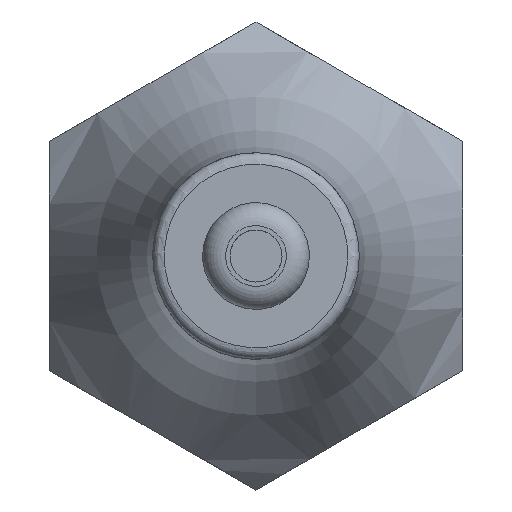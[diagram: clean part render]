
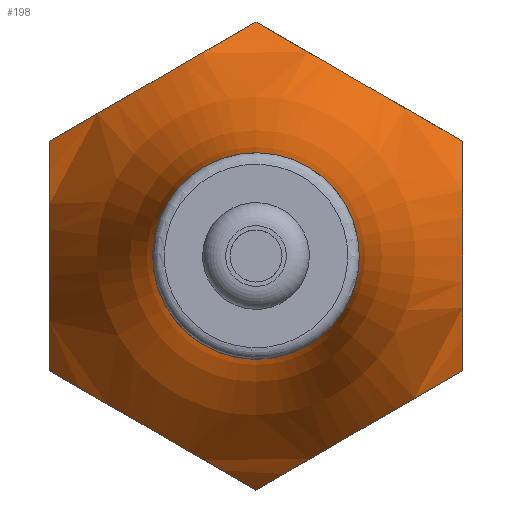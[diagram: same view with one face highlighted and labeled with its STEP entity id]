
A CAD part, front view. The second image highlights one B-rep face of the part: STEP entity #198.
In plain terms, the highlighted toroidal (fillet/blend) face has major radius 54 mm and minor radius 45 mm.
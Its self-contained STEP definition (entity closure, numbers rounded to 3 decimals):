
#198 = ADVANCED_FACE( '', ( #457, #458 ), #459, .F. );
#457 = FACE_OUTER_BOUND( '', #929, .T. );
#458 = FACE_OUTER_BOUND( '', #930, .T. );
#459 = TOROIDAL_SURFACE( '', #931, 54., 45. );
#929 = EDGE_LOOP( '', ( #1537 ) );
#930 = EDGE_LOOP( '', ( #1538, #1539, #1540, #1541, #1542, #1543, #1544, #1545 ) );
#931 = AXIS2_PLACEMENT_3D( '', #1546, #1547, #1548 );
#1537 = ORIENTED_EDGE( '', *, *, #1828, .T. );
#1538 = ORIENTED_EDGE( '', *, *, #1852, .F. );
#1539 = ORIENTED_EDGE( '', *, *, #1856, .F. );
#1540 = ORIENTED_EDGE( '', *, *, #1913, .F. );
#1541 = ORIENTED_EDGE( '', *, *, #1803, .F. );
#1542 = ORIENTED_EDGE( '', *, *, #1884, .F. );
#1543 = ORIENTED_EDGE( '', *, *, #1883, .F. );
#1544 = ORIENTED_EDGE( '', *, *, #1840, .F. );
#1545 = ORIENTED_EDGE( '', *, *, #1914, .F. );
#1546 = CARTESIAN_POINT( '', ( 0., 3., 0. ) );
#1547 = DIRECTION( '', ( 0., 1., 0. ) );
#1548 = DIRECTION( '', ( 1., 0., 0. ) );
#1803 = EDGE_CURVE( '', #2027, #2022, #2029, .T. );
#1828 = EDGE_CURVE( '', #2068, #2068, #2069, .T. );
#1840 = EDGE_CURVE( '', #2087, #2082, #2089, .T. );
#1852 = EDGE_CURVE( '', #2107, #2108, #2109, .T. );
#1856 = EDGE_CURVE( '', #2114, #2107, #2116, .T. );
#1883 = EDGE_CURVE( '', #2082, #2155, #2156, .T. );
#1884 = EDGE_CURVE( '', #2155, #2027, #2157, .T. );
#1913 = EDGE_CURVE( '', #2022, #2114, #2195, .T. );
#1914 = EDGE_CURVE( '', #2108, #2087, #2196, .T. );
#2022 = VERTEX_POINT( '', #2474 );
#2027 = VERTEX_POINT( '', #2497 );
#2029 = B_SPLINE_CURVE_WITH_KNOTS( '', 2, ( #2500, #2501, #2502, #2503, #2504, #2505, #2506, #2507, #2508 ), .UNSPECIFIED., .F., .F., ( 3, 2, 2, 2, 3 ), ( 0., 0.25, 0.5, 0.75, 1. ), .UNSPECIFIED. );
#2068 = VERTEX_POINT( '', #2630 );
#2069 = CIRCLE( '', #2631, 9. );
#2082 = VERTEX_POINT( '', #2658 );
#2087 = VERTEX_POINT( '', #2681 );
#2089 = B_SPLINE_CURVE_WITH_KNOTS( '', 2, ( #2684, #2685, #2686, #2687, #2688, #2689, #2690, #2691, #2692 ), .UNSPECIFIED., .F., .F., ( 3, 2, 2, 2, 3 ), ( 0., 0.25, 0.5, 0.75, 1. ), .UNSPECIFIED. );
#2107 = VERTEX_POINT( '', #2710 );
#2108 = VERTEX_POINT( '', #2711 );
#2109 = B_SPLINE_CURVE_WITH_KNOTS( '', 2, ( #2712, #2713, #2714, #2715, #2716, #2717, #2718, #2719, #2720 ), .UNSPECIFIED., .F., .F., ( 3, 2, 2, 2, 3 ), ( 0., 0.25, 0.5, 0.7, 1. ), .UNSPECIFIED. );
#2114 = VERTEX_POINT( '', #2743 );
#2116 = B_SPLINE_CURVE_WITH_KNOTS( '', 2, ( #2746, #2747, #2748, #2749, #2750, #2751, #2752, #2753, #2754 ), .UNSPECIFIED., .F., .F., ( 3, 2, 2, 2, 3 ), ( 0., 0.286, 0.5, 0.75, 1. ), .UNSPECIFIED. );
#2155 = VERTEX_POINT( '', #2980 );
#2156 = B_SPLINE_CURVE_WITH_KNOTS( '', 2, ( #2981, #2982, #2983, #2984, #2985, #2986, #2987, #2988, #2989 ), .UNSPECIFIED., .F., .F., ( 3, 2, 2, 2, 3 ), ( 0., 0.286, 0.5, 0.75, 1. ), .UNSPECIFIED. );
#2157 = B_SPLINE_CURVE_WITH_KNOTS( '', 2, ( #2990, #2991, #2992, #2993, #2994, #2995, #2996, #2997, #2998 ), .UNSPECIFIED., .F., .F., ( 3, 2, 2, 2, 3 ), ( 0., 0.25, 0.5, 0.7, 1. ), .UNSPECIFIED. );
#2195 = B_SPLINE_CURVE_WITH_KNOTS( '', 2, ( #3135, #3136, #3137, #3138, #3139, #3140, #3141, #3142, #3143 ), .UNSPECIFIED., .F., .F., ( 3, 2, 2, 2, 3 ), ( 0., 0.25, 0.5, 0.75, 1. ), .UNSPECIFIED. );
#2196 = B_SPLINE_CURVE_WITH_KNOTS( '', 2, ( #3144, #3145, #3146, #3147, #3148, #3149, #3150, #3151, #3152 ), .UNSPECIFIED., .F., .F., ( 3, 2, 2, 2, 3 ), ( 0., 0.25, 0.5, 0.75, 1. ), .UNSPECIFIED. );
#2474 = CARTESIAN_POINT( '', ( 0., 32.925, -20.392 ) );
#2497 = CARTESIAN_POINT( '', ( 18., 33.147, -10. ) );
#2500 = CARTESIAN_POINT( '', ( 18., 33.147, -10. ) );
#2501 = CARTESIAN_POINT( '', ( 15.711, 31.601, -11.322 ) );
#2502 = CARTESIAN_POINT( '', ( 13.699, 30.697, -12.483 ) );
#2503 = CARTESIAN_POINT( '', ( 11.23, 29.588, -13.909 ) );
#2504 = CARTESIAN_POINT( '', ( 9.026, 29.543, -15.181 ) );
#2505 = CARTESIAN_POINT( '', ( 6.79, 29.498, -16.472 ) );
#2506 = CARTESIAN_POINT( '', ( 4.327, 30.538, -17.894 ) );
#2507 = CARTESIAN_POINT( '', ( 2.297, 31.395, -19.066 ) );
#2508 = CARTESIAN_POINT( '', ( 0., 32.925, -20.392 ) );
#2630 = CARTESIAN_POINT( '', ( -9., 3., 0. ) );
#2631 = AXIS2_PLACEMENT_3D( '', #3425, #3426, #3427 );
#2658 = CARTESIAN_POINT( '', ( 18., 33.147, 10. ) );
#2681 = CARTESIAN_POINT( '', ( 0., 32.925, 20.392 ) );
#2684 = CARTESIAN_POINT( '', ( 0., 32.925, 20.392 ) );
#2685 = CARTESIAN_POINT( '', ( 2.309, 31.389, 19.059 ) );
#2686 = CARTESIAN_POINT( '', ( 4.328, 30.537, 17.894 ) );
#2687 = CARTESIAN_POINT( '', ( 6.791, 29.498, 16.472 ) );
#2688 = CARTESIAN_POINT( '', ( 9.027, 29.543, 15.181 ) );
#2689 = CARTESIAN_POINT( '', ( 11.224, 29.587, 13.912 ) );
#2690 = CARTESIAN_POINT( '', ( 13.698, 30.697, 12.484 ) );
#2691 = CARTESIAN_POINT( '', ( 15.566, 31.534, 11.405 ) );
#2692 = CARTESIAN_POINT( '', ( 18., 33.147, 10. ) );
#2710 = CARTESIAN_POINT( '', ( -18., 30., 0. ) );
#2711 = CARTESIAN_POINT( '', ( -18., 33.147, 10. ) );
#2712 = CARTESIAN_POINT( '', ( -18., 30., 0. ) );
#2713 = CARTESIAN_POINT( '', ( -18., 30.002, 1.311 ) );
#2714 = CARTESIAN_POINT( '', ( -18., 30.254, 2.633 ) );
#2715 = CARTESIAN_POINT( '', ( -18., 30.488, 3.863 ) );
#2716 = CARTESIAN_POINT( '', ( -18., 30.95, 5.186 ) );
#2717 = CARTESIAN_POINT( '', ( -18., 31.279, 6.128 ) );
#2718 = CARTESIAN_POINT( '', ( -18., 31.735, 7.154 ) );
#2719 = CARTESIAN_POINT( '', ( -18., 32.343, 8.519 ) );
#2720 = CARTESIAN_POINT( '', ( -18., 33.147, 10. ) );
#2743 = CARTESIAN_POINT( '', ( -18., 33.147, -10. ) );
#2746 = CARTESIAN_POINT( '', ( -18., 33.147, -10. ) );
#2747 = CARTESIAN_POINT( '', ( -18., 32.39, -8.605 ) );
#2748 = CARTESIAN_POINT( '', ( -18., 31.797, -7.292 ) );
#2749 = CARTESIAN_POINT( '', ( -18., 31.301, -6.192 ) );
#2750 = CARTESIAN_POINT( '', ( -18., 30.95, -5.186 ) );
#2751 = CARTESIAN_POINT( '', ( -18., 30.488, -3.864 ) );
#2752 = CARTESIAN_POINT( '', ( -18., 30.254, -2.633 ) );
#2753 = CARTESIAN_POINT( '', ( -18., 30.002, -1.311 ) );
#2754 = CARTESIAN_POINT( '', ( -18., 30., 0. ) );
#2980 = CARTESIAN_POINT( '', ( 18., 30., 0. ) );
#2981 = CARTESIAN_POINT( '', ( 18., 33.147, 10. ) );
#2982 = CARTESIAN_POINT( '', ( 18., 32.39, 8.605 ) );
#2983 = CARTESIAN_POINT( '', ( 18., 31.797, 7.292 ) );
#2984 = CARTESIAN_POINT( '', ( 18., 31.301, 6.192 ) );
#2985 = CARTESIAN_POINT( '', ( 18., 30.95, 5.186 ) );
#2986 = CARTESIAN_POINT( '', ( 18., 30.488, 3.864 ) );
#2987 = CARTESIAN_POINT( '', ( 18., 30.254, 2.633 ) );
#2988 = CARTESIAN_POINT( '', ( 18., 30.002, 1.311 ) );
#2989 = CARTESIAN_POINT( '', ( 18., 30., 0. ) );
#2990 = CARTESIAN_POINT( '', ( 18., 30., 0. ) );
#2991 = CARTESIAN_POINT( '', ( 18., 30.002, -1.311 ) );
#2992 = CARTESIAN_POINT( '', ( 18., 30.254, -2.633 ) );
#2993 = CARTESIAN_POINT( '', ( 18., 30.488, -3.863 ) );
#2994 = CARTESIAN_POINT( '', ( 18., 30.95, -5.186 ) );
#2995 = CARTESIAN_POINT( '', ( 18., 31.279, -6.128 ) );
#2996 = CARTESIAN_POINT( '', ( 18., 31.735, -7.154 ) );
#2997 = CARTESIAN_POINT( '', ( 18., 32.343, -8.519 ) );
#2998 = CARTESIAN_POINT( '', ( 18., 33.147, -10. ) );
#3135 = CARTESIAN_POINT( '', ( 0., 32.925, -20.392 ) );
#3136 = CARTESIAN_POINT( '', ( -2.309, 31.389, -19.059 ) );
#3137 = CARTESIAN_POINT( '', ( -4.328, 30.537, -17.894 ) );
#3138 = CARTESIAN_POINT( '', ( -6.791, 29.498, -16.472 ) );
#3139 = CARTESIAN_POINT( '', ( -9.027, 29.543, -15.181 ) );
#3140 = CARTESIAN_POINT( '', ( -11.224, 29.587, -13.912 ) );
#3141 = CARTESIAN_POINT( '', ( -13.698, 30.697, -12.484 ) );
#3142 = CARTESIAN_POINT( '', ( -15.566, 31.534, -11.405 ) );
#3143 = CARTESIAN_POINT( '', ( -18., 33.147, -10. ) );
#3144 = CARTESIAN_POINT( '', ( -18., 33.147, 10. ) );
#3145 = CARTESIAN_POINT( '', ( -15.711, 31.601, 11.322 ) );
#3146 = CARTESIAN_POINT( '', ( -13.699, 30.697, 12.483 ) );
#3147 = CARTESIAN_POINT( '', ( -11.23, 29.588, 13.909 ) );
#3148 = CARTESIAN_POINT( '', ( -9.026, 29.543, 15.181 ) );
#3149 = CARTESIAN_POINT( '', ( -6.79, 29.498, 16.472 ) );
#3150 = CARTESIAN_POINT( '', ( -4.327, 30.538, 17.894 ) );
#3151 = CARTESIAN_POINT( '', ( -2.297, 31.395, 19.066 ) );
#3152 = CARTESIAN_POINT( '', ( 0., 32.925, 20.392 ) );
#3425 = CARTESIAN_POINT( '', ( 0., 3., 0. ) );
#3426 = DIRECTION( '', ( 0., 1., 0. ) );
#3427 = DIRECTION( '', ( -1., 0., 0. ) );
